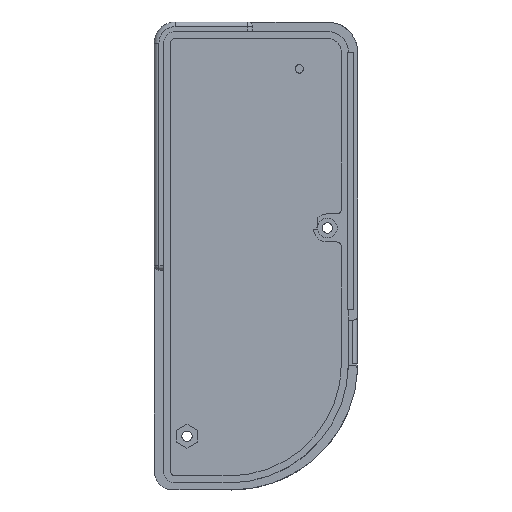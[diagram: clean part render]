
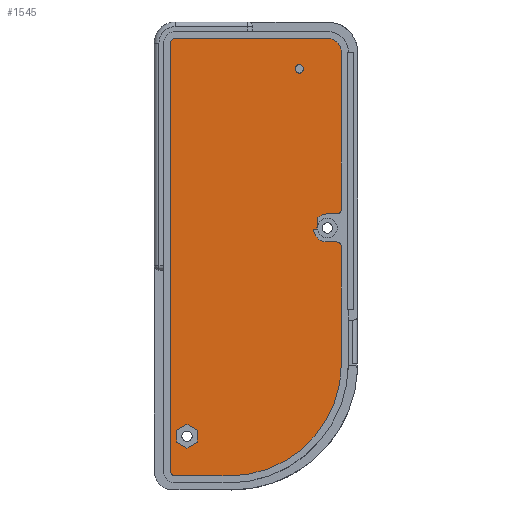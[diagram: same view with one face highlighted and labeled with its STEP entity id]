
A CAD part, top view. The second image highlights one B-rep face of the part: STEP entity #1545.
In plain terms, the highlighted planar face has unit normal (0, 0, 1).
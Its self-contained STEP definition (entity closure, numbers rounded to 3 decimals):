
#53=FACE_BOUND('',#269,.T.);
#54=FACE_BOUND('',#270,.T.);
#64=CIRCLE('',#1649,2.25);
#66=CIRCLE('',#1653,3.);
#67=CIRCLE('',#1655,3.);
#69=CIRCLE('',#1658,1.);
#70=CIRCLE('',#1659,3.);
#71=CIRCLE('',#1660,1.);
#72=CIRCLE('',#1661,1.);
#73=CIRCLE('',#1662,24.);
#74=CIRCLE('',#1663,1.);
#75=CIRCLE('',#1664,0.9);
#176=FACE_OUTER_BOUND('',#268,.T.);
#268=EDGE_LOOP('',(#1047,#1048,#1049,#1050,#1051,#1052,#1053,#1054,#1055,
#1056,#1057,#1058,#1059,#1060,#1061,#1062,#1063,#1064));
#269=EDGE_LOOP('',(#1065));
#270=EDGE_LOOP('',(#1066,#1067,#1068,#1069,#1070,#1071));
#367=LINE('',#2262,#505);
#372=LINE('',#2275,#510);
#375=LINE('',#2290,#513);
#376=LINE('',#2294,#514);
#377=LINE('',#2298,#515);
#378=LINE('',#2302,#516);
#379=LINE('',#2306,#517);
#380=LINE('',#2310,#518);
#381=LINE('',#2313,#519);
#382=LINE('',#2318,#520);
#383=LINE('',#2320,#521);
#384=LINE('',#2322,#522);
#385=LINE('',#2324,#523);
#386=LINE('',#2326,#524);
#387=LINE('',#2327,#525);
#505=VECTOR('',#1808,10.);
#510=VECTOR('',#1821,10.);
#513=VECTOR('',#1838,10.);
#514=VECTOR('',#1841,10.);
#515=VECTOR('',#1844,10.);
#516=VECTOR('',#1847,10.);
#517=VECTOR('',#1850,10.);
#518=VECTOR('',#1853,10.);
#519=VECTOR('',#1856,10.);
#520=VECTOR('',#1859,10.);
#521=VECTOR('',#1860,10.);
#522=VECTOR('',#1861,10.);
#523=VECTOR('',#1862,10.);
#524=VECTOR('',#1863,10.);
#525=VECTOR('',#1864,10.);
#643=VERTEX_POINT('',#2259);
#644=VERTEX_POINT('',#2261);
#646=VERTEX_POINT('',#2267);
#648=VERTEX_POINT('',#2273);
#650=VERTEX_POINT('',#2279);
#651=VERTEX_POINT('',#2283);
#653=VERTEX_POINT('',#2289);
#654=VERTEX_POINT('',#2291);
#655=VERTEX_POINT('',#2293);
#656=VERTEX_POINT('',#2295);
#657=VERTEX_POINT('',#2297);
#658=VERTEX_POINT('',#2299);
#659=VERTEX_POINT('',#2301);
#660=VERTEX_POINT('',#2303);
#661=VERTEX_POINT('',#2305);
#662=VERTEX_POINT('',#2307);
#663=VERTEX_POINT('',#2309);
#664=VERTEX_POINT('',#2311);
#665=VERTEX_POINT('',#2314);
#666=VERTEX_POINT('',#2316);
#667=VERTEX_POINT('',#2317);
#668=VERTEX_POINT('',#2319);
#669=VERTEX_POINT('',#2321);
#670=VERTEX_POINT('',#2323);
#671=VERTEX_POINT('',#2325);
#794=EDGE_CURVE('',#643,#644,#367,.T.);
#798=EDGE_CURVE('',#646,#643,#64,.T.);
#801=EDGE_CURVE('',#648,#646,#372,.T.);
#804=EDGE_CURVE('',#650,#648,#66,.T.);
#805=EDGE_CURVE('',#644,#651,#67,.T.);
#808=EDGE_CURVE('',#653,#650,#375,.T.);
#809=EDGE_CURVE('',#654,#653,#69,.T.);
#810=EDGE_CURVE('',#655,#654,#376,.T.);
#811=EDGE_CURVE('',#656,#655,#70,.T.);
#812=EDGE_CURVE('',#657,#656,#377,.T.);
#813=EDGE_CURVE('',#658,#657,#71,.T.);
#814=EDGE_CURVE('',#659,#658,#378,.T.);
#815=EDGE_CURVE('',#660,#659,#72,.T.);
#816=EDGE_CURVE('',#661,#660,#379,.T.);
#817=EDGE_CURVE('',#662,#661,#73,.T.);
#818=EDGE_CURVE('',#663,#662,#380,.T.);
#819=EDGE_CURVE('',#664,#663,#74,.T.);
#820=EDGE_CURVE('',#651,#664,#381,.T.);
#821=EDGE_CURVE('',#665,#665,#75,.T.);
#822=EDGE_CURVE('',#666,#667,#382,.T.);
#823=EDGE_CURVE('',#667,#668,#383,.T.);
#824=EDGE_CURVE('',#668,#669,#384,.T.);
#825=EDGE_CURVE('',#669,#670,#385,.T.);
#826=EDGE_CURVE('',#670,#671,#386,.T.);
#827=EDGE_CURVE('',#671,#666,#387,.T.);
#1047=ORIENTED_EDGE('',*,*,#804,.F.);
#1048=ORIENTED_EDGE('',*,*,#808,.F.);
#1049=ORIENTED_EDGE('',*,*,#809,.F.);
#1050=ORIENTED_EDGE('',*,*,#810,.F.);
#1051=ORIENTED_EDGE('',*,*,#811,.F.);
#1052=ORIENTED_EDGE('',*,*,#812,.F.);
#1053=ORIENTED_EDGE('',*,*,#813,.F.);
#1054=ORIENTED_EDGE('',*,*,#814,.F.);
#1055=ORIENTED_EDGE('',*,*,#815,.F.);
#1056=ORIENTED_EDGE('',*,*,#816,.F.);
#1057=ORIENTED_EDGE('',*,*,#817,.F.);
#1058=ORIENTED_EDGE('',*,*,#818,.F.);
#1059=ORIENTED_EDGE('',*,*,#819,.F.);
#1060=ORIENTED_EDGE('',*,*,#820,.F.);
#1061=ORIENTED_EDGE('',*,*,#805,.F.);
#1062=ORIENTED_EDGE('',*,*,#794,.F.);
#1063=ORIENTED_EDGE('',*,*,#798,.F.);
#1064=ORIENTED_EDGE('',*,*,#801,.F.);
#1065=ORIENTED_EDGE('',*,*,#821,.F.);
#1066=ORIENTED_EDGE('',*,*,#822,.T.);
#1067=ORIENTED_EDGE('',*,*,#823,.T.);
#1068=ORIENTED_EDGE('',*,*,#824,.T.);
#1069=ORIENTED_EDGE('',*,*,#825,.T.);
#1070=ORIENTED_EDGE('',*,*,#826,.T.);
#1071=ORIENTED_EDGE('',*,*,#827,.T.);
#1499=PLANE('',#1657);
#1545=ADVANCED_FACE('',(#176,#53,#54),#1499,.T.);
#1649=AXIS2_PLACEMENT_3D('',#2269,#1815,#1816);
#1653=AXIS2_PLACEMENT_3D('',#2281,#1827,#1828);
#1655=AXIS2_PLACEMENT_3D('',#2284,#1831,#1832);
#1657=AXIS2_PLACEMENT_3D('',#2288,#1836,#1837);
#1658=AXIS2_PLACEMENT_3D('',#2292,#1839,#1840);
#1659=AXIS2_PLACEMENT_3D('',#2296,#1842,#1843);
#1660=AXIS2_PLACEMENT_3D('',#2300,#1845,#1846);
#1661=AXIS2_PLACEMENT_3D('',#2304,#1848,#1849);
#1662=AXIS2_PLACEMENT_3D('',#2308,#1851,#1852);
#1663=AXIS2_PLACEMENT_3D('',#2312,#1854,#1855);
#1664=AXIS2_PLACEMENT_3D('',#2315,#1857,#1858);
#1808=DIRECTION('',(-1.,0.,0.));
#1815=DIRECTION('center_axis',(0.,0.,1.));
#1816=DIRECTION('ref_axis',(-1.,0.,0.));
#1821=DIRECTION('',(0.,-1.,0.));
#1827=DIRECTION('center_axis',(0.,0.,1.));
#1828=DIRECTION('ref_axis',(-1.,0.,0.));
#1831=DIRECTION('center_axis',(0.,0.,1.));
#1832=DIRECTION('ref_axis',(-1.,0.,0.));
#1836=DIRECTION('center_axis',(0.,0.,1.));
#1837=DIRECTION('ref_axis',(-1.,0.,0.));
#1838=DIRECTION('',(-1.,0.,0.));
#1839=DIRECTION('center_axis',(0.,0.,-1.));
#1840=DIRECTION('ref_axis',(0.,-1.,0.));
#1841=DIRECTION('',(0.,-1.,0.));
#1842=DIRECTION('center_axis',(0.,0.,-1.));
#1843=DIRECTION('ref_axis',(1.,0.,0.));
#1844=DIRECTION('',(1.,0.,0.));
#1845=DIRECTION('center_axis',(0.,0.,-1.));
#1846=DIRECTION('ref_axis',(0.,1.,0.));
#1847=DIRECTION('',(0.,1.,0.));
#1848=DIRECTION('center_axis',(0.,0.,-1.));
#1849=DIRECTION('ref_axis',(-1.,0.,0.));
#1850=DIRECTION('',(-1.,0.,0.));
#1851=DIRECTION('center_axis',(0.,0.,-1.));
#1852=DIRECTION('ref_axis',(0.,-1.,0.));
#1853=DIRECTION('',(0.,-1.,0.));
#1854=DIRECTION('center_axis',(0.,0.,-1.));
#1855=DIRECTION('ref_axis',(1.,0.,0.));
#1856=DIRECTION('',(1.,0.,0.));
#1857=DIRECTION('center_axis',(0.,0.,1.));
#1858=DIRECTION('ref_axis',(1.,0.,0.));
#1859=DIRECTION('',(-0.866,-0.5,0.));
#1860=DIRECTION('',(-0.866,0.5,0.));
#1861=DIRECTION('',(0.,1.,0.));
#1862=DIRECTION('',(0.866,0.5,0.));
#1863=DIRECTION('',(0.866,-0.5,0.));
#1864=DIRECTION('',(0.,-1.,0.));
#2259=CARTESIAN_POINT('',(32.27,53.7,1.));
#2261=CARTESIAN_POINT('',(31.515,53.7,1.));
#2262=CARTESIAN_POINT('',(32.4,53.7,1.));
#2267=CARTESIAN_POINT('',(32.4,54.808,1.));
#2269=CARTESIAN_POINT('Origin',(34.5,54.,1.));
#2273=CARTESIAN_POINT('',(32.4,56.142,1.));
#2275=CARTESIAN_POINT('',(32.4,58.1,1.));
#2279=CARTESIAN_POINT('',(34.5,57.,1.));
#2281=CARTESIAN_POINT('Origin',(34.5,54.,1.));
#2283=CARTESIAN_POINT('',(34.5,51.,1.));
#2284=CARTESIAN_POINT('Origin',(34.5,54.,1.));
#2288=CARTESIAN_POINT('Origin',(41.,98.,1.));
#2289=CARTESIAN_POINT('',(36.5,57.,1.));
#2290=CARTESIAN_POINT('',(38.75,57.,1.));
#2291=CARTESIAN_POINT('',(37.5,58.,1.));
#2292=CARTESIAN_POINT('Origin',(36.5,58.,1.));
#2293=CARTESIAN_POINT('',(37.5,91.5,1.));
#2294=CARTESIAN_POINT('',(37.5,94.75,1.));
#2295=CARTESIAN_POINT('',(34.5,94.5,1.));
#2296=CARTESIAN_POINT('Origin',(34.5,91.5,1.));
#2297=CARTESIAN_POINT('',(2.,94.5,1.));
#2298=CARTESIAN_POINT('',(21.5,94.5,1.));
#2299=CARTESIAN_POINT('',(1.,93.5,1.));
#2300=CARTESIAN_POINT('Origin',(2.,93.5,1.));
#2301=CARTESIAN_POINT('',(1.,2.,1.));
#2302=CARTESIAN_POINT('',(1.,50.,1.));
#2303=CARTESIAN_POINT('',(2.,1.,1.));
#2304=CARTESIAN_POINT('Origin',(2.,2.,1.));
#2305=CARTESIAN_POINT('',(13.5,1.,1.));
#2306=CARTESIAN_POINT('',(27.25,1.,1.));
#2307=CARTESIAN_POINT('',(37.5,25.,1.));
#2308=CARTESIAN_POINT('Origin',(13.5,25.,1.));
#2309=CARTESIAN_POINT('',(37.5,50.,1.));
#2310=CARTESIAN_POINT('',(37.5,94.75,1.));
#2311=CARTESIAN_POINT('',(36.5,51.,1.));
#2312=CARTESIAN_POINT('Origin',(36.5,50.,1.));
#2313=CARTESIAN_POINT('',(37.75,51.,1.));
#2314=CARTESIAN_POINT('',(27.6,88.,1.));
#2315=CARTESIAN_POINT('Origin',(28.5,88.,1.));
#2316=CARTESIAN_POINT('',(6.7,8.23,1.));
#2317=CARTESIAN_POINT('',(4.5,6.96,1.));
#2318=CARTESIAN_POINT('',(38.998,26.877,1.));
#2319=CARTESIAN_POINT('',(2.3,8.23,1.));
#2320=CARTESIAN_POINT('',(-1.523,10.437,1.));
#2321=CARTESIAN_POINT('',(2.3,10.77,1.));
#2322=CARTESIAN_POINT('',(2.3,53.115,1.));
#2323=CARTESIAN_POINT('',(4.5,12.04,1.));
#2324=CARTESIAN_POINT('',(35.698,30.053,1.));
#2325=CARTESIAN_POINT('',(6.7,10.77,1.));
#2326=CARTESIAN_POINT('',(-0.423,14.883,1.));
#2327=CARTESIAN_POINT('',(6.7,54.385,1.));
